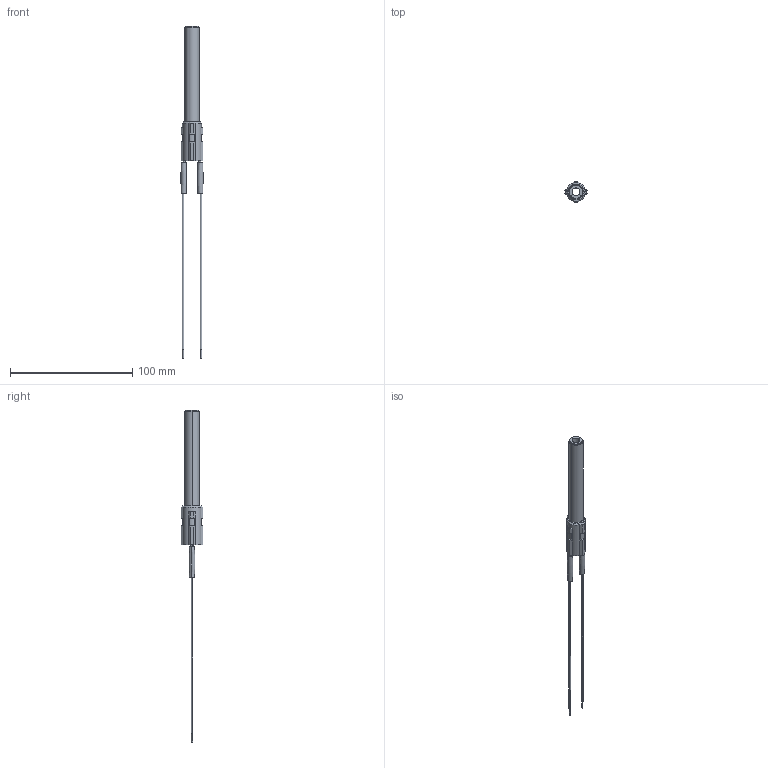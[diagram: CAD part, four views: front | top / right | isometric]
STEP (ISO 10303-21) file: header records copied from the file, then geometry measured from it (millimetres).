
FILE_DESCRIPTION (( 'STEP AP214' ), '1' );
FILE_NAME ('PSx-2-120-W.STEP', '2020-03-16T01:07:38', ( '' ), ( '' ), 'SwSTEP 2.0', 'SolidWorks 2016', '' );
FILE_SCHEMA (( 'AUTOMOTIVE_DESIGN' ));
Length unit declared in the file: millimetre
Products named in the file (10): FEA-GA542; FEA-TS011; PSx-2_Wiring_Assembly_2; PSx-2_Wiring_Assembly_1; FEA-RG092; FEA-GA541; FEA-TP003; 29071-1; PSx-2-120-W; LCR-3-120-VCFL
Assembly tree (13 placements, depth 3):
  PSx-2-120-W
    LCR-3-120-VCFL
    FEA-TP003  x2
    PSx-2_Wiring_Assembly_1
      FEA-RG092
      29071-1
      FEA-TS011
    PSx-2_Wiring_Assembly_2
      FEA-RG092
      29071-1
      FEA-TS011
    FEA-GA542
    FEA-GA541
Bounding box: 18.07 x 17.68 x 272 mm (x, y, z)
Volume: 11593.2 mm3; surface area: 13280 mm2
Topology: 14 solids, 14 shells, 261 faces, 634 edges, 406 vertices
Faces by surface type: cylinder 123, plane 101, torus 24, bspline 8, cone 5
Entity records: 8049 total; most frequent: CARTESIAN_POINT 1737, DIRECTION 1090, ORIENTED_EDGE 972, EDGE_CURVE 486, AXIS2_PLACEMENT_3D 427, VERTEX_POINT 314, VECTOR 236, LINE 236
